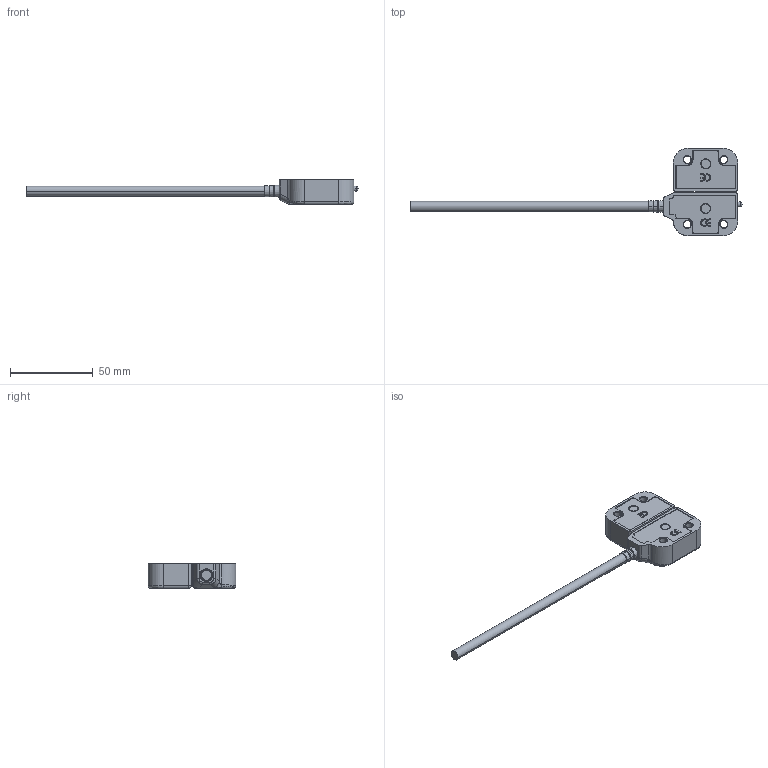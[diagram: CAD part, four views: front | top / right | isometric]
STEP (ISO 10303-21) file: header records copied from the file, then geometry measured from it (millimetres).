
FILE_DESCRIPTION (( 'STEP AP214' ), '1' );
FILE_NAME ('MMC-H-131118.step', '2017-09-27T14:06:40', ( '' ), ( '' ), 'SwSTEP 2.0', 'SolidWorks 2017', '' );
FILE_SCHEMA (( 'AUTOMOTIVE_DESIGN' ));
Length unit declared in the file: inch
Products named in the file (3): MMC-H-131118; MMC-H-131118_1; MMC-H-131118_2
Assembly tree (2 placements, depth 2):
  MMC-H-131118
    MMC-H-131118_1
    MMC-H-131118_2
Bounding box: 200.7 x 53 x 15 mm (x, y, z)
Volume: 20199.8 mm3; surface area: 20000.3 mm2
Topology: 9 solids, 9 shells, 603 faces, 1491 edges, 895 vertices
Faces by surface type: cylinder 234, plane 178, bspline 155, cone 36
Entity records: 20854 total; most frequent: CARTESIAN_POINT 7115, ORIENTED_EDGE 2918, DIRECTION 2749, EDGE_CURVE 1459, AXIS2_PLACEMENT_3D 1016, VERTEX_POINT 895, VECTOR 717, LINE 717
